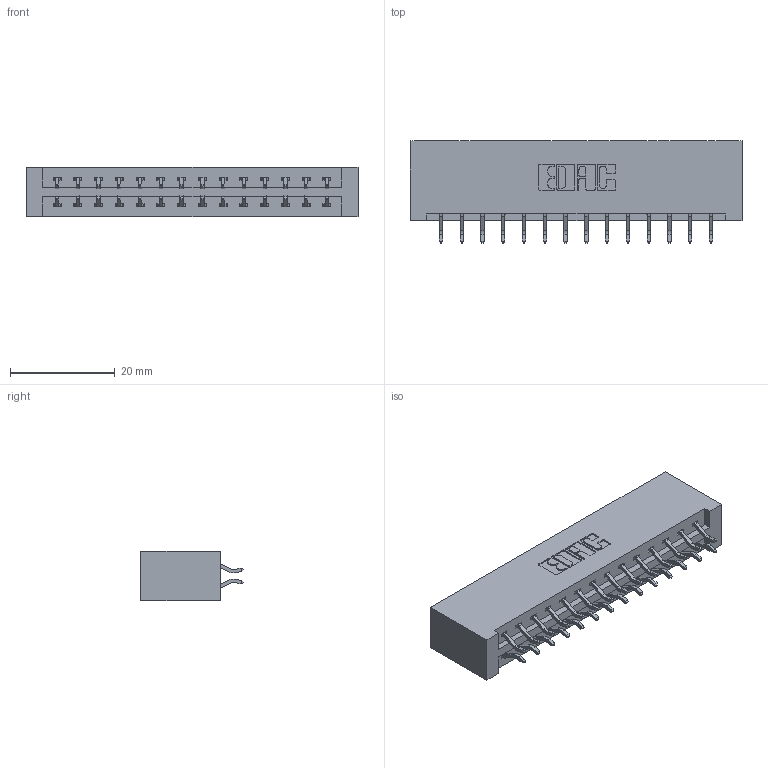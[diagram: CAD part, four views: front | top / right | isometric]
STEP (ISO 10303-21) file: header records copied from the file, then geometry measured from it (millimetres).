
FILE_DESCRIPTION (( 'STEP AP203' ), '1' );
FILE_NAME ('387-028-556-201.STEP', '2019-10-16T22:45:46', ( '' ), ( '' ), 'SwSTEP 2.0', 'SolidWorks 2016', '' );
FILE_SCHEMA (( 'CONFIG_CONTROL_DESIGN' ));
Length unit declared in the file: inch
Products named in the file (3): 345-292-001_556 Tail; 337 Part_No Mounting Lugs; 387-028-556-201
Assembly tree (29 placements, depth 2):
  387-028-556-201
    337 Part_No Mounting Lugs
    345-292-001_556 Tail  x28
Bounding box: 63.35 x 19.57 x 9.4 mm (x, y, z)
Volume: 7063 mm3; surface area: 7739.3 mm2
Topology: 29 solids, 29 shells, 1786 faces, 5299 edges, 3494 vertices
Faces by surface type: plane 1242, cylinder 544
Entity records: 14419 total; most frequent: CARTESIAN_POINT 2466, ORIENTED_EDGE 2390, DIRECTION 2131, EDGE_CURVE 1195, LINE 1067, VECTOR 1067, VERTEX_POINT 794, AXIS2_PLACEMENT_3D 532
